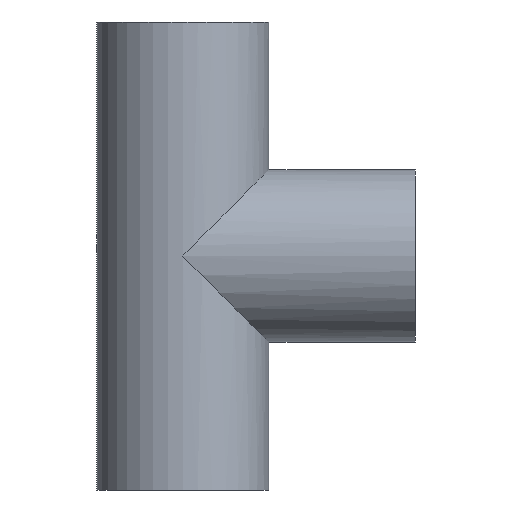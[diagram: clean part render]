
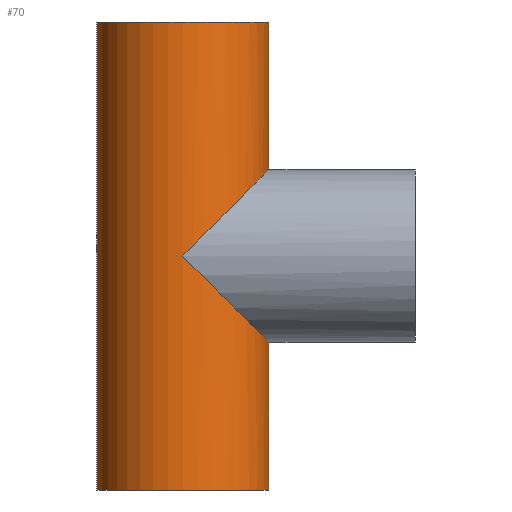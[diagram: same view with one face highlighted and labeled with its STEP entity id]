
A CAD part, front view. The second image highlights one B-rep face of the part: STEP entity #70.
In plain terms, the highlighted cylindrical face has radius 70 mm (diameter 140 mm), a partial arc.
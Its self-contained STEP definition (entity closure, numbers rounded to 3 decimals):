
#1 = ORIENTED_EDGE ( 'NONE', *, *, #46, .F. ) ;
#3 = CIRCLE ( 'NONE', #278, 70. ) ;
#9 =( BOUNDED_CURVE ( )  B_SPLINE_CURVE ( 3, ( #253, #404, #147, #398 ),
 .UNSPECIFIED., .F., .T. ) 
 B_SPLINE_CURVE_WITH_KNOTS ( ( 4, 4 ),
 ( 3.142, 4.712 ),
 .UNSPECIFIED. ) 
 CURVE ( )  GEOMETRIC_REPRESENTATION_ITEM ( )  RATIONAL_B_SPLINE_CURVE ( ( 1., 0.805, 0.805, 1. ) ) 
 REPRESENTATION_ITEM ( '' )  );
#11 = EDGE_CURVE ( 'NONE', #163, #33, #3, .T. ) ;
#24 = ORIENTED_EDGE ( 'NONE', *, *, #125, .F. ) ;
#29 = ORIENTED_EDGE ( 'NONE', *, *, #11, .T. ) ;
#30 = DIRECTION ( 'NONE',  ( 0., 0., -1. ) ) ;
#33 = VERTEX_POINT ( 'NONE', #58 ) ;
#46 = EDGE_CURVE ( 'NONE', #104, #67, #375, .T. ) ;
#56 = CYLINDRICAL_SURFACE ( 'NONE', #186, 70. ) ;
#58 = CARTESIAN_POINT ( 'NONE',  ( 70., 0., -190. ) ) ;
#67 = VERTEX_POINT ( 'NONE', #129 ) ;
#70 = ADVANCED_FACE ( 'NONE', ( #85 ), #56, .T. ) ;
#79 = EDGE_CURVE ( 'NONE', #408, #104, #9, .T. ) ;
#85 = FACE_OUTER_BOUND ( 'NONE', #381, .T. ) ;
#104 = VERTEX_POINT ( 'NONE', #356 ) ;
#114 = VECTOR ( 'NONE', #30, 1000. ) ;
#119 = LINE ( 'NONE', #215, #273 ) ;
#124 = DIRECTION ( 'NONE',  ( 1., 0., 0. ) ) ;
#125 = EDGE_CURVE ( 'NONE', #67, #33, #119, .T. ) ;
#129 = CARTESIAN_POINT ( 'NONE',  ( 70., 0., -70. ) ) ;
#139 = CARTESIAN_POINT ( 'NONE',  ( -70., 0., -190. ) ) ;
#147 = CARTESIAN_POINT ( 'NONE',  ( 41.005, -70., 41.005 ) ) ;
#149 = CARTESIAN_POINT ( 'NONE',  ( 41.005, -70., -41.005 ) ) ;
#153 = DIRECTION ( 'NONE',  ( 0., 0., 1. ) ) ;
#163 = VERTEX_POINT ( 'NONE', #139 ) ;
#175 = DIRECTION ( 'NONE',  ( 1., 0., 0. ) ) ;
#185 = DIRECTION ( 'NONE',  ( 0., 0., -1. ) ) ;
#186 = AXIS2_PLACEMENT_3D ( 'NONE', #258, #365, #364 ) ;
#194 = EDGE_CURVE ( 'NONE', #304, #408, #203, .T. ) ;
#203 = LINE ( 'NONE', #447, #114 ) ;
#205 = DIRECTION ( 'NONE',  ( 0., 0., -1. ) ) ;
#209 = DIRECTION ( 'NONE',  ( 0., 0., 1. ) ) ;
#215 = CARTESIAN_POINT ( 'NONE',  ( 70., 0., 190. ) ) ;
#228 = CARTESIAN_POINT ( 'NONE',  ( 70., 0., 190. ) ) ;
#235 = CARTESIAN_POINT ( 'NONE',  ( 0., 0., 190. ) ) ;
#251 = ORIENTED_EDGE ( 'NONE', *, *, #341, .F. ) ;
#253 = CARTESIAN_POINT ( 'NONE',  ( 70., 0., 70. ) ) ;
#258 = CARTESIAN_POINT ( 'NONE',  ( 0., 0., 190. ) ) ;
#265 = ORIENTED_EDGE ( 'NONE', *, *, #388, .T. ) ;
#273 = VECTOR ( 'NONE', #185, 1000. ) ;
#278 = AXIS2_PLACEMENT_3D ( 'NONE', #392, #153, #124 ) ;
#290 = CARTESIAN_POINT ( 'NONE',  ( 0., -70., 0. ) ) ;
#293 = CARTESIAN_POINT ( 'NONE',  ( 70., -41.005, -70. ) ) ;
#304 = VERTEX_POINT ( 'NONE', #228 ) ;
#313 = CARTESIAN_POINT ( 'NONE',  ( 70., 0., 70. ) ) ;
#341 = EDGE_CURVE ( 'NONE', #379, #304, #417, .T. ) ;
#345 = CARTESIAN_POINT ( 'NONE',  ( -70., 0., 190. ) ) ;
#356 = CARTESIAN_POINT ( 'NONE',  ( 0., -70., 0. ) ) ;
#364 = DIRECTION ( 'NONE',  ( -1., 0., 0. ) ) ;
#365 = DIRECTION ( 'NONE',  ( 0., 0., -1. ) ) ;
#367 = AXIS2_PLACEMENT_3D ( 'NONE', #235, #209, #175 ) ;
#369 = ORIENTED_EDGE ( 'NONE', *, *, #79, .F. ) ;
#374 = ORIENTED_EDGE ( 'NONE', *, *, #194, .F. ) ;
#375 =( BOUNDED_CURVE ( )  B_SPLINE_CURVE ( 3, ( #290, #149, #293, #435 ),
 .UNSPECIFIED., .F., .T. ) 
 B_SPLINE_CURVE_WITH_KNOTS ( ( 4, 4 ),
 ( 4.712, 6.283 ),
 .UNSPECIFIED. ) 
 CURVE ( )  GEOMETRIC_REPRESENTATION_ITEM ( )  RATIONAL_B_SPLINE_CURVE ( ( 1., 0.805, 0.805, 1. ) ) 
 REPRESENTATION_ITEM ( '' )  );
#379 = VERTEX_POINT ( 'NONE', #421 ) ;
#381 = EDGE_LOOP ( 'NONE', ( #374, #251, #265, #29, #24, #1, #369 ) ) ;
#388 = EDGE_CURVE ( 'NONE', #379, #163, #391, .T. ) ;
#391 = LINE ( 'NONE', #345, #424 ) ;
#392 = CARTESIAN_POINT ( 'NONE',  ( 0., 0., -190. ) ) ;
#398 = CARTESIAN_POINT ( 'NONE',  ( 0., -70., 0. ) ) ;
#404 = CARTESIAN_POINT ( 'NONE',  ( 70., -41.005, 70. ) ) ;
#408 = VERTEX_POINT ( 'NONE', #313 ) ;
#417 = CIRCLE ( 'NONE', #367, 70. ) ;
#421 = CARTESIAN_POINT ( 'NONE',  ( -70., 0., 190. ) ) ;
#424 = VECTOR ( 'NONE', #205, 1000. ) ;
#435 = CARTESIAN_POINT ( 'NONE',  ( 70., 0., -70. ) ) ;
#447 = CARTESIAN_POINT ( 'NONE',  ( 70., 0., 190. ) ) ;
